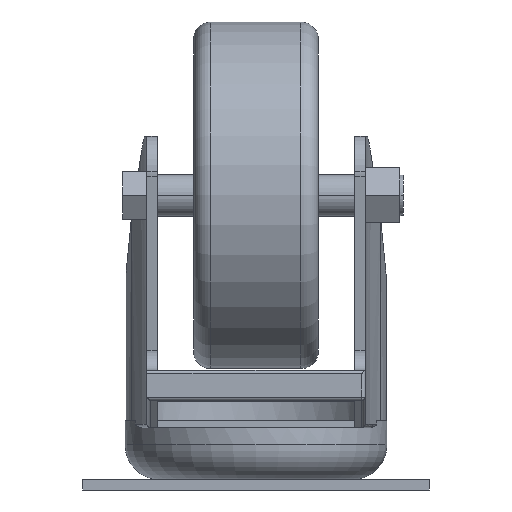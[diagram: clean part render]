
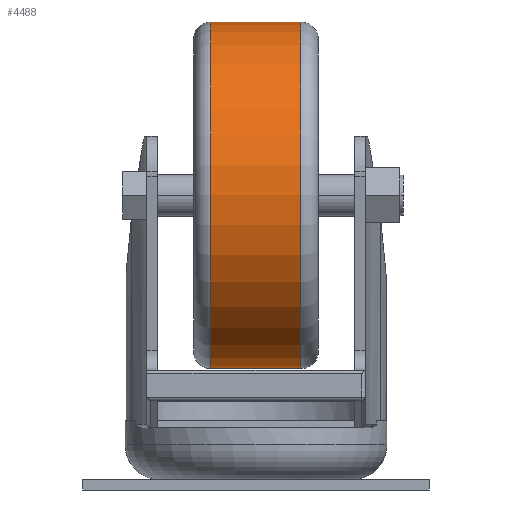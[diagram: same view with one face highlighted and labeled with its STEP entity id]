
A CAD part, front view. The second image highlights one B-rep face of the part: STEP entity #4488.
In plain terms, the highlighted cylindrical face has radius 50 mm (diameter 100 mm), a partial arc.
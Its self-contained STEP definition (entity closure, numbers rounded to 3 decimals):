
#3 = EDGE_CURVE ( 'NONE', #1313, #1384, #1513, .T. ) ;
#4 = ORIENTED_EDGE ( 'NONE', *, *, #3, .T. ) ;
#5 = ORIENTED_EDGE ( 'NONE', *, *, #1380, .T. ) ;
#7 = EDGE_CURVE ( 'NONE', #1392, #1391, #1508, .T. ) ;
#1313 = VERTEX_POINT ( 'NONE', #3687 ) ;
#1377 = EDGE_CURVE ( 'NONE', #1392, #1384, #3820, .T. ) ;
#1380 = EDGE_CURVE ( 'NONE', #1391, #1313, #3816, .T. ) ;
#1384 = VERTEX_POINT ( 'NONE', #3863 ) ;
#1391 = VERTEX_POINT ( 'NONE', #3846 ) ;
#1392 = VERTEX_POINT ( 'NONE', #3845 ) ;
#1504 = DIRECTION ( 'NONE',  ( 0., 0., 1. ) ) ;
#1505 = DIRECTION ( 'NONE',  ( 1., 0., 0. ) ) ;
#1506 = CARTESIAN_POINT ( 'NONE',  ( -13.022, -52.407, 67. ) ) ;
#1507 = AXIS2_PLACEMENT_3D ( 'NONE', #1506, #1505, #1504 ) ;
#1508 = CIRCLE ( 'NONE', #1507, 50. ) ;
#1509 = DIRECTION ( 'NONE',  ( 0., 0., 1. ) ) ;
#1510 = DIRECTION ( 'NONE',  ( -1., 0., 0. ) ) ;
#1511 = CARTESIAN_POINT ( 'NONE',  ( 12.978, -52.407, 67. ) ) ;
#1512 = AXIS2_PLACEMENT_3D ( 'NONE', #1511, #1510, #1509 ) ;
#1513 = CIRCLE ( 'NONE', #1512, 50. ) ;
#3687 = CARTESIAN_POINT ( 'NONE',  ( 12.978, -52.407, 17. ) ) ;
#3813 = DIRECTION ( 'NONE',  ( 1., 0., 0. ) ) ;
#3814 = VECTOR ( 'NONE', #3813, 1000. ) ;
#3815 = CARTESIAN_POINT ( 'NONE',  ( -18.022, -52.407, 17. ) ) ;
#3816 = LINE ( 'NONE', #3815, #3814 ) ;
#3817 = DIRECTION ( 'NONE',  ( 1., 0., 0. ) ) ;
#3818 = VECTOR ( 'NONE', #3817, 1000. ) ;
#3819 = CARTESIAN_POINT ( 'NONE',  ( -18.022, -52.407, 117. ) ) ;
#3820 = LINE ( 'NONE', #3819, #3818 ) ;
#3845 = CARTESIAN_POINT ( 'NONE',  ( -13.022, -52.407, 117. ) ) ;
#3846 = CARTESIAN_POINT ( 'NONE',  ( -13.022, -52.407, 17. ) ) ;
#3863 = CARTESIAN_POINT ( 'NONE',  ( 12.978, -52.407, 117. ) ) ;
#4196 = CYLINDRICAL_SURFACE ( 'NONE', #4260, 50. ) ;
#4197 = FACE_OUTER_BOUND ( 'NONE', #4480, .T. ) ;
#4203 = CARTESIAN_POINT ( 'NONE',  ( -18.022, -52.407, 67. ) ) ;
#4258 = DIRECTION ( 'NONE',  ( 0., 0., -1. ) ) ;
#4259 = DIRECTION ( 'NONE',  ( 1., 0., 0. ) ) ;
#4260 = AXIS2_PLACEMENT_3D ( 'NONE', #4203, #4259, #4258 ) ;
#4480 = EDGE_LOOP ( 'NONE', ( #4485, #4484, #5, #4 ) ) ;
#4484 = ORIENTED_EDGE ( 'NONE', *, *, #7, .T. ) ;
#4485 = ORIENTED_EDGE ( 'NONE', *, *, #1377, .F. ) ;
#4488 = ADVANCED_FACE ( 'NONE', ( #4197 ), #4196, .T. ) ;
